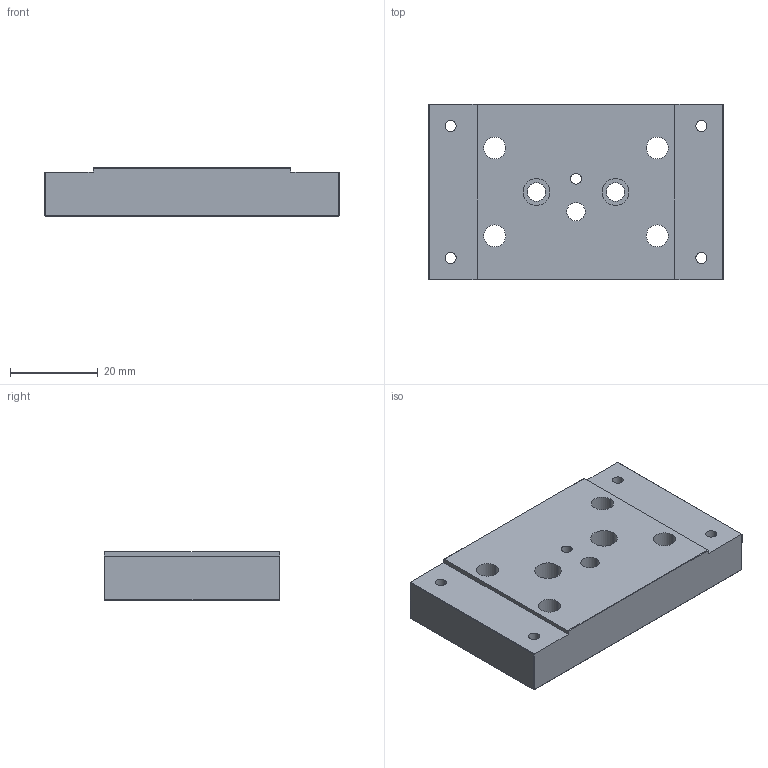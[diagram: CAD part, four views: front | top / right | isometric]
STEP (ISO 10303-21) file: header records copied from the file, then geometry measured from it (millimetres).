
FILE_DESCRIPTION (( 'STEP AP203' ), '1' );
FILE_NAME ('Moteur Support Haut v2.STEP', '2019-09-06T08:02:48', ( '' ), ( '' ), 'SwSTEP 2.0', 'SolidWorks 2018', '' );
FILE_SCHEMA (( 'CONFIG_CONTROL_DESIGN' ));
Length unit declared in the file: millimetre
Products named in the file (1): Moteur Support Haut v2
Bounding box: 67 x 40 x 11 mm (x, y, z)
Volume: 25945.7 mm3; surface area: 9236.7 mm2
Topology: 1 solids, 1 shells, 77 faces, 182 edges, 116 vertices
Faces by surface type: cylinder 42, plane 35
Entity records: 2357 total; most frequent: DIRECTION 422, CARTESIAN_POINT 376, ORIENTED_EDGE 364, EDGE_CURVE 182, AXIS2_PLACEMENT_3D 162, VERTEX_POINT 116, EDGE_LOOP 110, LINE 98
